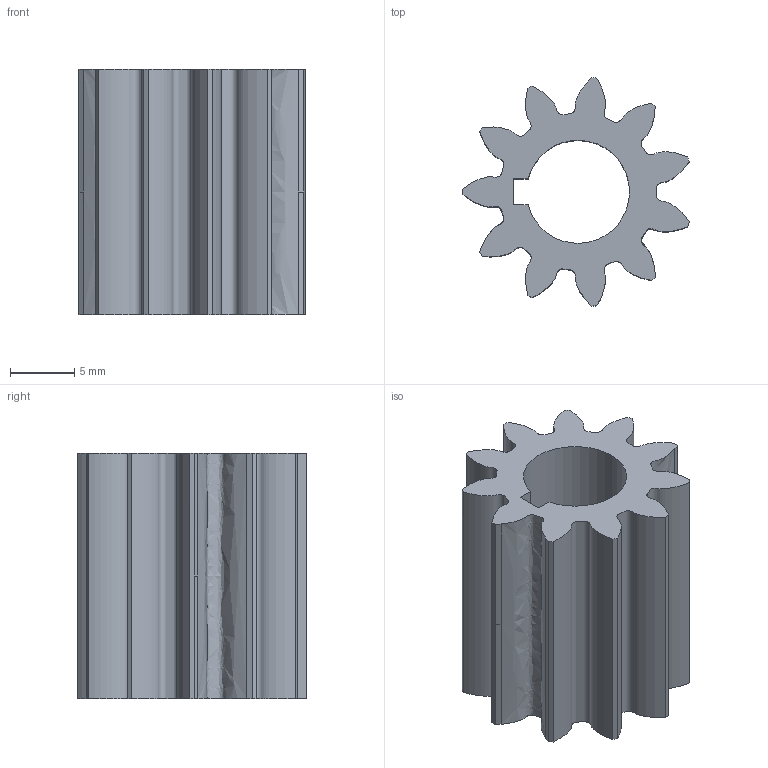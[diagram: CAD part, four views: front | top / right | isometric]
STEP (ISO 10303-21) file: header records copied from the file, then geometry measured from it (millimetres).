
FILE_DESCRIPTION (( 'STEP AP214' ), '1' );
FILE_NAME ('217-3107-STEP.STEP', '2013-12-09T15:45:42', ( '' ), ( '' ), 'SwSTEP 2.0', 'SolidWorks 2013', '' );
FILE_SCHEMA (( 'AUTOMOTIVE_DESIGN' ));
Length unit declared in the file: millimetre
Products named in the file (1): 217-3107-STEP
Bounding box: 17.57 x 17.74 x 19.05 mm (x, y, z)
Volume: 2371.2 mm3; surface area: 2392.3 mm2
Topology: 1 solids, 1 shells, 35 faces, 99 edges, 66 vertices
Faces by surface type: bspline 17, cylinder 13, plane 5
Entity records: 4049 total; most frequent: CARTESIAN_POINT 3188, ORIENTED_EDGE 198, DIRECTION 131, EDGE_CURVE 99, VERTEX_POINT 66, AXIS2_PLACEMENT_3D 45, VECTOR 41, LINE 41
